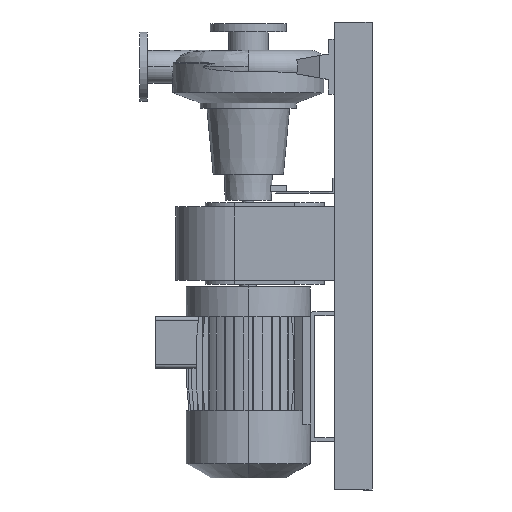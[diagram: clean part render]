
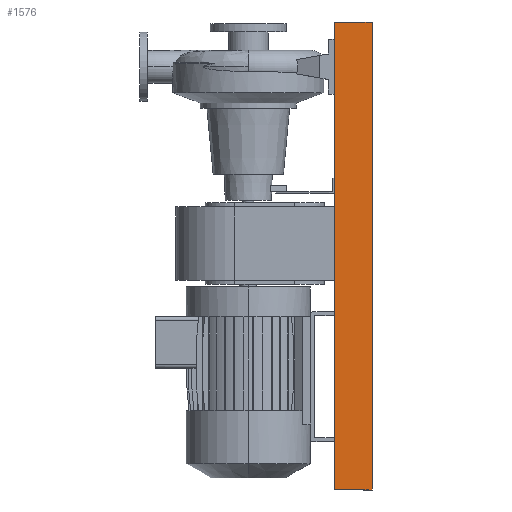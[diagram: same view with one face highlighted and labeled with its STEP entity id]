
A CAD part, left-side view. The second image highlights one B-rep face of the part: STEP entity #1576.
In plain terms, the highlighted planar face has unit normal (-1, 0, 0).
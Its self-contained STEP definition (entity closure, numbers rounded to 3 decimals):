
#1131 = LINE ( 'NONE', #4578, #3412 ) ;
#1318 = CARTESIAN_POINT ( 'NONE',  ( -200., -55., -680. ) ) ;
#1319 = DIRECTION ( 'NONE',  ( 0., 0., 1. ) ) ;
#1431 = CARTESIAN_POINT ( 'NONE',  ( -200., -55., -680. ) ) ;
#1576 = ADVANCED_FACE ( 'NONE', ( #9666 ), #14898, .T. ) ;
#1976 = VECTOR ( 'NONE', #19689, 1000. ) ;
#2329 = VECTOR ( 'NONE', #9822, 1000. ) ;
#2985 = DIRECTION ( 'NONE',  ( 0., 0., 1. ) ) ;
#3259 = LINE ( 'NONE', #4708, #2329 ) ;
#3412 = VECTOR ( 'NONE', #17824, 1000. ) ;
#4550 = CARTESIAN_POINT ( 'NONE',  ( -200., 55., -680. ) ) ;
#4578 = CARTESIAN_POINT ( 'NONE',  ( -200., -55., -680. ) ) ;
#4708 = CARTESIAN_POINT ( 'NONE',  ( -200., -55., 680. ) ) ;
#7055 = AXIS2_PLACEMENT_3D ( 'NONE', #1431, #16568, #1319 ) ;
#7067 = EDGE_LOOP ( 'NONE', ( #13356, #20582, #15568, #8532 ) ) ;
#7949 = EDGE_CURVE ( 'NONE', #14172, #14134, #1131, .T. ) ;
#8532 = ORIENTED_EDGE ( 'NONE', *, *, #21886, .T. ) ;
#9438 = LINE ( 'NONE', #1318, #1976 ) ;
#9666 = FACE_OUTER_BOUND ( 'NONE', #7067, .T. ) ;
#9822 = DIRECTION ( 'NONE',  ( 0., -1., 0. ) ) ;
#10835 = CARTESIAN_POINT ( 'NONE',  ( -200., -55., 680. ) ) ;
#11663 = CARTESIAN_POINT ( 'NONE',  ( -200., -55., -680. ) ) ;
#13356 = ORIENTED_EDGE ( 'NONE', *, *, #21593, .F. ) ;
#14134 = VERTEX_POINT ( 'NONE', #11663 ) ;
#14172 = VERTEX_POINT ( 'NONE', #16799 ) ;
#14898 = PLANE ( 'NONE',  #7055 ) ;
#15568 = ORIENTED_EDGE ( 'NONE', *, *, #7949, .T. ) ;
#15979 = VERTEX_POINT ( 'NONE', #10835 ) ;
#16568 = DIRECTION ( 'NONE',  ( -1., 0., 0. ) ) ;
#16799 = CARTESIAN_POINT ( 'NONE',  ( -200., 55., -680. ) ) ;
#17824 = DIRECTION ( 'NONE',  ( 0., -1., 0. ) ) ;
#17845 = VECTOR ( 'NONE', #2985, 1000. ) ;
#18239 = LINE ( 'NONE', #4550, #17845 ) ;
#18398 = VERTEX_POINT ( 'NONE', #20603 ) ;
#18646 = EDGE_CURVE ( 'NONE', #14172, #18398, #18239, .T. ) ;
#19689 = DIRECTION ( 'NONE',  ( 0., 0., 1. ) ) ;
#20582 = ORIENTED_EDGE ( 'NONE', *, *, #18646, .F. ) ;
#20603 = CARTESIAN_POINT ( 'NONE',  ( -200., 55., 680. ) ) ;
#21593 = EDGE_CURVE ( 'NONE', #18398, #15979, #3259, .T. ) ;
#21886 = EDGE_CURVE ( 'NONE', #14134, #15979, #9438, .T. ) ;
